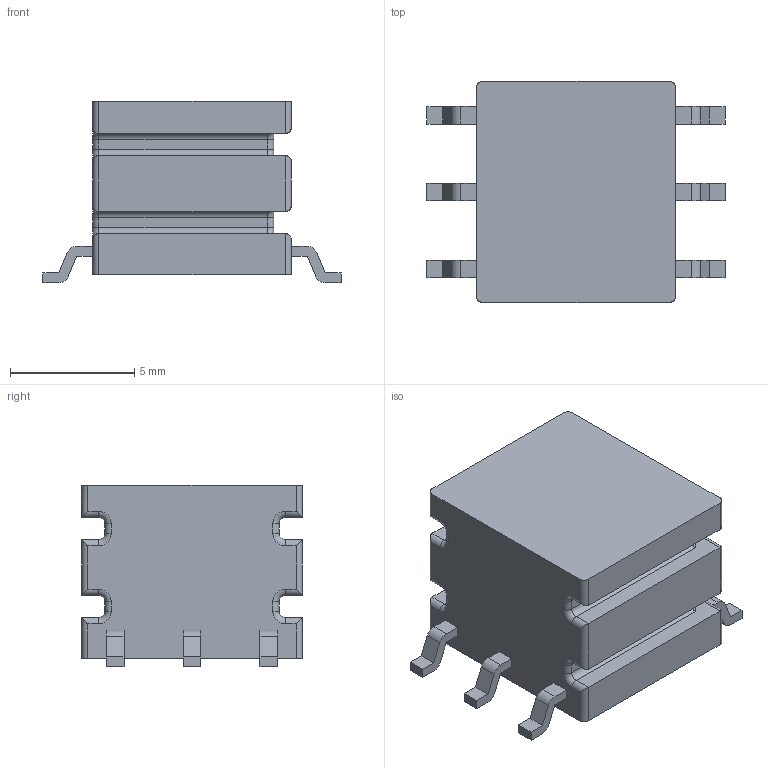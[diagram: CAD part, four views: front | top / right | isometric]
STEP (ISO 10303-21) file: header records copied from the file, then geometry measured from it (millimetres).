
FILE_DESCRIPTION(/* description */ ('Unknown'),/* implementation_level */ '2;1');
FILE_NAME(/* name */ 'T_Wurth_WE-PPTI-1209',/* time_stamp */ '2025-10-31T16:06:21+08:00',/* author */ ('Unknown'),/* organization */ ('Unknown'),/* preprocessor_version */ 'ST-DEVELOPER v19.4',/* originating_system */ 'Solid Edge',/* authorisation */ 'Unknown');
FILE_SCHEMA (('AUTOMOTIVE_DESIGN {1 0 10303 214 3 1 1}'));
Length unit declared in the file: millimetre
Products named in the file (2): T_Wurth_WE-PPTI-1209
Assembly tree (1 placements, depth 2):
  T_Wurth_WE-PPTI-1209
    T_Wurth_WE-PPTI-1209
Bounding box: 12 x 8.89 x 7.31 mm (x, y, z)
Volume: 304.2 mm3; surface area: 681.6 mm2
Topology: 1 solids, 1 shells, 175 faces, 447 edges, 282 vertices
Faces by surface type: plane 88, cylinder 63, torus 24
Entity records: 6536 total; most frequent: CARTESIAN_POINT 994, DIRECTION 903, ORIENTED_EDGE 894, EDGE_CURVE 447, AXIS2_PLACEMENT_3D 303, LINE 297, VECTOR 297, VERTEX_POINT 282
